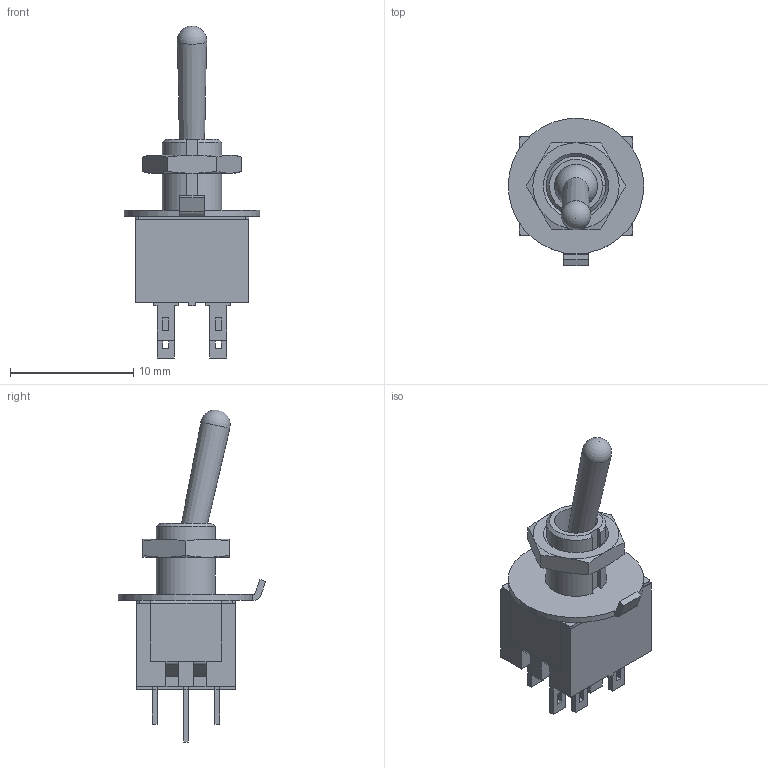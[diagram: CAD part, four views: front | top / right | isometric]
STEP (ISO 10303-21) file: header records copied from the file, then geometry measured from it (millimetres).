
FILE_DESCRIPTION(('FreeCAD Model'),'2;1');
FILE_NAME('Open CASCADE Shape Model','2023-05-09T09:37:39',(''),(''), 'Open CASCADE STEP processor 7.6','FreeCAD','Unknown');
FILE_SCHEMA(('AUTOMOTIVE_DESIGN { 1 0 10303 214 1 1 1 1 }'));
Length unit declared in the file: millimetre
Products named in the file (7): _mm_DPDT_Mini_Toggle_Switch; Body; Body001; Fusion001; Body005; Body006; Body007
Assembly tree (6 placements, depth 2):
  _mm_DPDT_Mini_Toggle_Switch
    Body
    Body001
    Fusion001
    Body005
    Body006
    Body007
Bounding box: 11 x 11.97 x 26.95 mm (x, y, z)
Volume: 705.7 mm3; surface area: 1332.7 mm2
Topology: 11 solids, 11 shells, 238 faces, 606 edges, 389 vertices
Faces by surface type: plane 198, cylinder 21, cone 17, sphere 2
Full cylindrical faces by diameter (mm): 3.5 x1, 4.8 x1
Entity records: 15320 total; most frequent: CARTESIAN_POINT 2744, DIRECTION 2344, LINE 1610, VECTOR 1610, ORIENTED_EDGE 1208, PCURVE 1208, DEFINITIONAL_REPRESENTATION 1208, EDGE_CURVE 604
